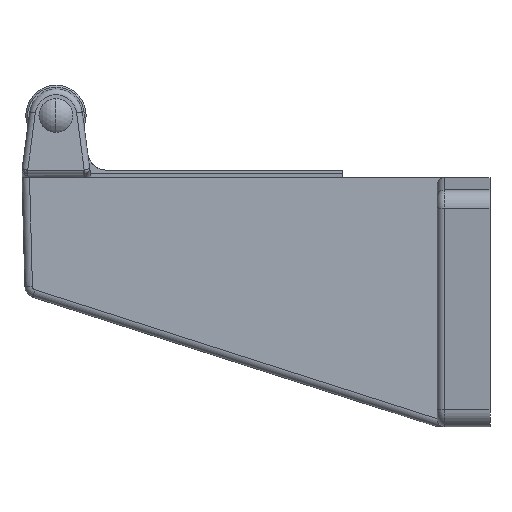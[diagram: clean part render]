
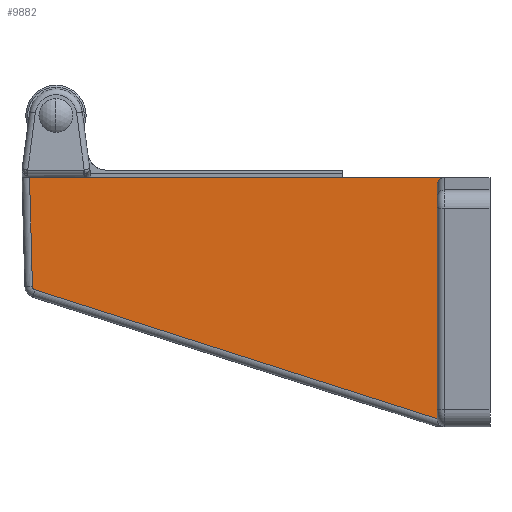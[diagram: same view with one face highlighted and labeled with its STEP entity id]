
A CAD part, left-side view. The second image highlights one B-rep face of the part: STEP entity #9882.
In plain terms, the highlighted planar face has unit normal (-1, 0, 0).
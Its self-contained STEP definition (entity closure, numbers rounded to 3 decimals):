
#1439 = CARTESIAN_POINT ( 'NONE',  ( -21.5, 14., 14. ) ) ;
#1440 = DIRECTION ( 'NONE',  ( 0., -1., 0. ) ) ;
#1456 = LINE ( 'NONE', #1439, #1710 ) ;
#1685 = FACE_OUTER_BOUND ( 'NONE', #8389, .T. ) ;
#1710 = VECTOR ( 'NONE', #1440, 1000. ) ;
#2478 = AXIS2_PLACEMENT_3D ( 'NONE', #11863, #11864, #11865 ) ;
#2584 = LINE ( 'NONE', #12350, #2872 ) ;
#2596 = LINE ( 'NONE', #12404, #2890 ) ;
#2597 = LINE ( 'NONE', #12413, #2894 ) ;
#2872 = VECTOR ( 'NONE', #12351, 1000. ) ;
#2889 = CIRCLE ( 'NONE', #2891, 1. ) ;
#2890 = VECTOR ( 'NONE', #12405, 1000. ) ;
#2891 = AXIS2_PLACEMENT_3D ( 'NONE', #12406, #12407, #12408 ) ;
#2894 = VECTOR ( 'NONE', #12414, 1000. ) ;
#3266 =( BOUNDED_CURVE ( )  B_SPLINE_CURVE ( 3, ( #12409, #12410, #12411, #12412 ),
 .UNSPECIFIED., .F., .T. ) 
 B_SPLINE_CURVE_WITH_KNOTS ( ( 4, 4 ),
 ( 4.712, 6.283 ),
 .UNSPECIFIED. ) 
 CURVE ( )  GEOMETRIC_REPRESENTATION_ITEM ( )  RATIONAL_B_SPLINE_CURVE ( ( 1., 0.805, 0.805, 1. ) ) 
 REPRESENTATION_ITEM ( '' )  );
#6062 = CARTESIAN_POINT ( 'NONE',  ( -21.5, 121.999, 14. ) ) ;
#7137 = VERTEX_POINT ( 'NONE', #6062 ) ;
#8208 = EDGE_CURVE ( 'NONE', #7137, #10074, #1456, .T. ) ;
#8389 = EDGE_LOOP ( 'NONE', ( #10215, #10218, #10217, #10219, #10220, #10221 ) ) ;
#9882 = ADVANCED_FACE ( 'NONE', ( #1685 ), #11862, .T. ) ;
#10074 = VERTEX_POINT ( 'NONE', #12099 ) ;
#10118 = VERTEX_POINT ( 'NONE', #12143 ) ;
#10119 = VERTEX_POINT ( 'NONE', #12144 ) ;
#10135 = VERTEX_POINT ( 'NONE', #12160 ) ;
#10136 = VERTEX_POINT ( 'NONE', #12161 ) ;
#10215 = ORIENTED_EDGE ( 'NONE', *, *, #10345, .T. ) ;
#10217 = ORIENTED_EDGE ( 'NONE', *, *, #10324, .F. ) ;
#10218 = ORIENTED_EDGE ( 'NONE', *, *, #10344, .T. ) ;
#10219 = ORIENTED_EDGE ( 'NONE', *, *, #10346, .T. ) ;
#10220 = ORIENTED_EDGE ( 'NONE', *, *, #8208, .F. ) ;
#10221 = ORIENTED_EDGE ( 'NONE', *, *, #10347, .T. ) ;
#10324 = EDGE_CURVE ( 'NONE', #10118, #10119, #2584, .T. ) ;
#10344 = EDGE_CURVE ( 'NONE', #10136, #10119, #2596, .T. ) ;
#10345 = EDGE_CURVE ( 'NONE', #10135, #10136, #2889, .T. ) ;
#10346 = EDGE_CURVE ( 'NONE', #10118, #10074, #3266, .T. ) ;
#10347 = EDGE_CURVE ( 'NONE', #7137, #10135, #2597, .T. ) ;
#11862 = PLANE ( 'NONE',  #2478 ) ;
#11863 = CARTESIAN_POINT ( 'NONE',  ( -21.5, 124., 14. ) ) ;
#11864 = DIRECTION ( 'NONE',  ( -1., 0., 0. ) ) ;
#11865 = DIRECTION ( 'NONE',  ( 0., 0., 1. ) ) ;
#12099 = CARTESIAN_POINT ( 'NONE',  ( -21.5, 12., 14. ) ) ;
#12143 = CARTESIAN_POINT ( 'NONE',  ( -21.5, 14., 11.967 ) ) ;
#12144 = CARTESIAN_POINT ( 'NONE',  ( -21.5, 14., -49.9 ) ) ;
#12160 = CARTESIAN_POINT ( 'NONE',  ( -21.5, 121.245, -14.819 ) ) ;
#12161 = CARTESIAN_POINT ( 'NONE',  ( -21.5, 120.55, -15.745 ) ) ;
#12350 = CARTESIAN_POINT ( 'NONE',  ( -21.5, 14., 14. ) ) ;
#12351 = DIRECTION ( 'NONE',  ( 0., 0., -1. ) ) ;
#12404 = CARTESIAN_POINT ( 'NONE',  ( -21.5, 13.39, -50.095 ) ) ;
#12405 = DIRECTION ( 'NONE',  ( 0., -0.952, -0.305 ) ) ;
#12406 = CARTESIAN_POINT ( 'NONE',  ( -21.5, 120.245, -14.793 ) ) ;
#12407 = DIRECTION ( 'NONE',  ( -1., 0., 0. ) ) ;
#12408 = DIRECTION ( 'NONE',  ( 0., 0., 1. ) ) ;
#12409 = CARTESIAN_POINT ( 'NONE',  ( -21.5, 14., 11.967 ) ) ;
#12410 = CARTESIAN_POINT ( 'NONE',  ( -21.5, 14., 13.158 ) ) ;
#12411 = CARTESIAN_POINT ( 'NONE',  ( -21.5, 13.172, 14. ) ) ;
#12412 = CARTESIAN_POINT ( 'NONE',  ( -21.5, 12., 14. ) ) ;
#12413 = CARTESIAN_POINT ( 'NONE',  ( -21.5, 121.245, -14.819 ) ) ;
#12414 = DIRECTION ( 'NONE',  ( 0., -0.026, -1. ) ) ;
